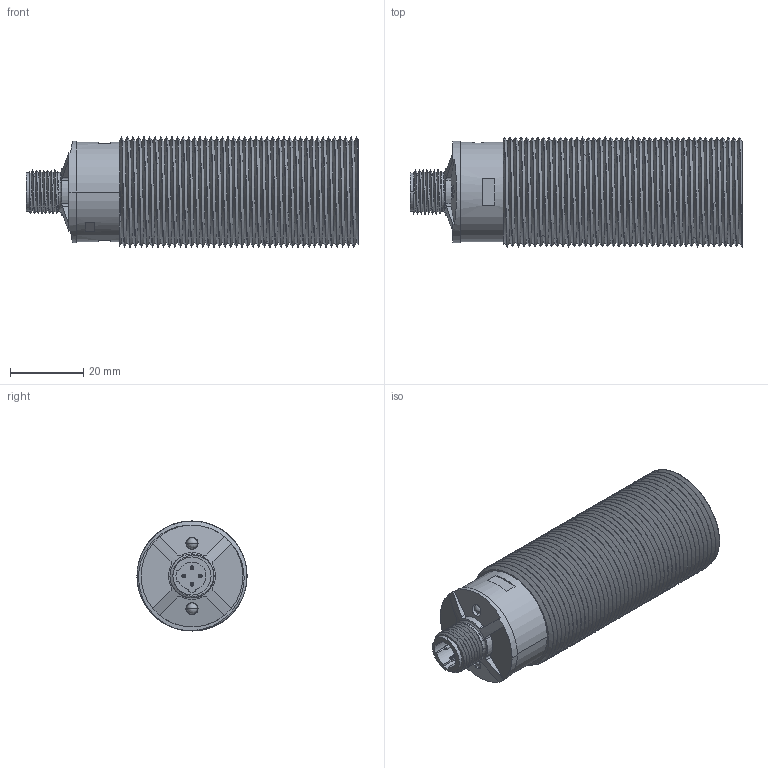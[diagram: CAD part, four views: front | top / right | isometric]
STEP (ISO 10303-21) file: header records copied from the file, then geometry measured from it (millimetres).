
FILE_DESCRIPTION((''),'2;1');
FILE_NAME('156677_SW','2011-02-09T',('banengservice'),('BANNER ENGINEERING'),'PRO/ENGINEER BY PARAMETRIC TECHNOLOGY CORPORATION, 2009141','PRO/ENGINEER BY PARAMETRIC TECHNOLOGY CORPORATION, 2009141','');
FILE_SCHEMA(('CONFIG_CONTROL_DESIGN'));
Products named in the file (1): 156677_SW
Bounding box: 90.41 x 29.97 x 29.97 mm (x, y, z)
Volume: 12660.5 mm3; surface area: 25828.1 mm2
Topology: 3 solids, 5 shells, 409 faces, 1031 edges, 662 vertices
Faces by surface type: cylinder 208, plane 128, bspline 41, cone 18, torus 8, sphere 4, revolution 2
Entity records: 45127 total; most frequent: CARTESIAN_POINT 35757, ORIENTED_EDGE 2050, DIRECTION 1742, EDGE_CURVE 1025, VERTEX_POINT 662, AXIS2_PLACEMENT_3D 648, EDGE_LOOP 453, VECTOR 444
